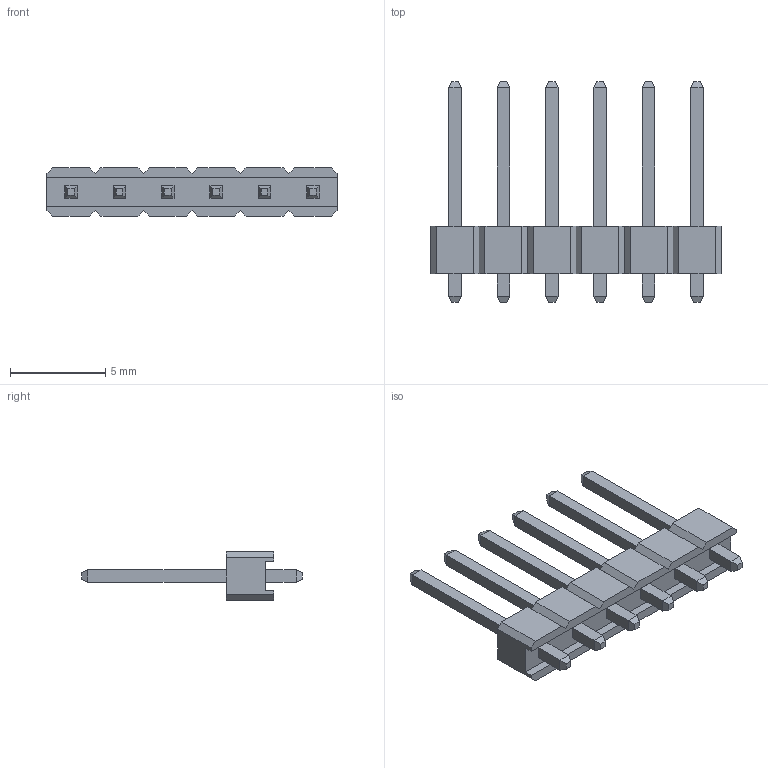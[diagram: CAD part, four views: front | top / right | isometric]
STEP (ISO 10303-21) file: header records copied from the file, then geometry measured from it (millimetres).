
FILE_DESCRIPTION (( 'STEP AP214' ), '1' );
FILE_NAME ('0_6_WAY0330195785735.step', '2006-03-31T00:57:09', ( 'sysAdmin' ), ( 'SolidWorks' ), 'SwSTEP 2.0', 'SolidWorks 2006079', '' );
FILE_SCHEMA (( 'AUTOMOTIVE_DESIGN' ));
Length unit declared in the file: millimetre
Products named in the file (1): 0_6_WAY0330195785735
Bounding box: 15.24 x 11.6 x 2.54 mm (x, y, z)
Volume: 107.3 mm3; surface area: 324.4 mm2
Topology: 1 solids, 1 shells, 152 faces, 366 edges, 228 vertices
Faces by surface type: plane 152
Entity records: 4773 total; most frequent: CARTESIAN_POINT 747, ORIENTED_EDGE 732, DIRECTION 672, EDGE_CURVE 366, VECTOR 366, LINE 366, VERTEX_POINT 228, EDGE_LOOP 164
